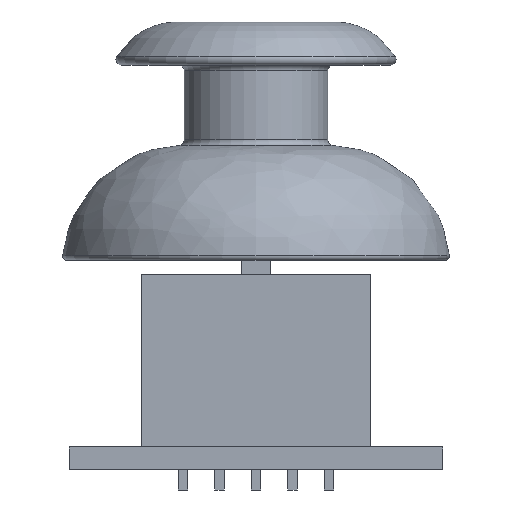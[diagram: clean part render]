
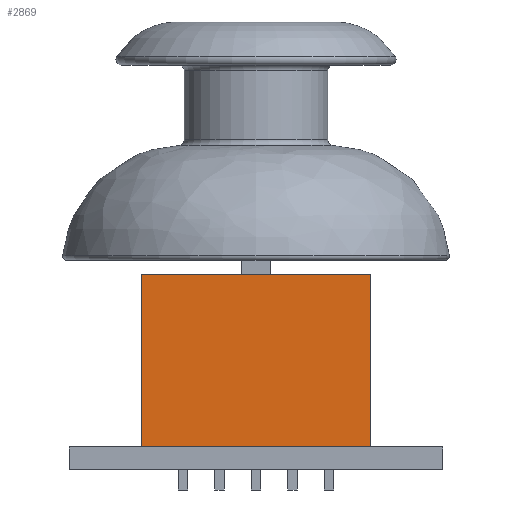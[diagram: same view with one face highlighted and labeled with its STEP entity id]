
A CAD part, left-side view. The second image highlights one B-rep face of the part: STEP entity #2869.
In plain terms, the highlighted face is planar.
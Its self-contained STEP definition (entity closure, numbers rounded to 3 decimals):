
#348=FACE_OUTER_BOUND('',#524,.T.);
#524=EDGE_LOOP('',(#2533,#2534,#2535,#2536));
#829=LINE('',#4716,#1142);
#832=LINE('',#4722,#1145);
#833=LINE('',#4724,#1146);
#834=LINE('',#4725,#1147);
#1142=VECTOR('',#3872,1000.);
#1145=VECTOR('',#3877,1000.);
#1146=VECTOR('',#3878,1000.);
#1147=VECTOR('',#3879,1000.);
#1407=VERTEX_POINT('',#4713);
#1408=VERTEX_POINT('',#4715);
#1410=VERTEX_POINT('',#4721);
#1411=VERTEX_POINT('',#4723);
#1787=EDGE_CURVE('',#1408,#1407,#829,.T.);
#1790=EDGE_CURVE('',#1407,#1410,#832,.T.);
#1791=EDGE_CURVE('',#1411,#1410,#833,.T.);
#1792=EDGE_CURVE('',#1408,#1411,#834,.T.);
#2533=ORIENTED_EDGE('',*,*,#1790,.T.);
#2534=ORIENTED_EDGE('',*,*,#1791,.F.);
#2535=ORIENTED_EDGE('',*,*,#1792,.F.);
#2536=ORIENTED_EDGE('',*,*,#1787,.T.);
#2728=PLANE('',#3151);
#2869=ADVANCED_FACE('',(#348),#2728,.F.);
#3151=AXIS2_PLACEMENT_3D('',#4720,#3875,#3876);
#3872=DIRECTION('',(0.,0.,-1.));
#3875=DIRECTION('center_axis',(-1.,0.,0.));
#3876=DIRECTION('ref_axis',(0.,0.,1.));
#3877=DIRECTION('',(0.,1.,0.));
#3878=DIRECTION('',(0.,0.,-1.));
#3879=DIRECTION('',(0.,1.,0.));
#4713=CARTESIAN_POINT('',(8.,-8.,0.));
#4715=CARTESIAN_POINT('',(8.,-8.,12.));
#4716=CARTESIAN_POINT('',(8.,-8.,12.));
#4720=CARTESIAN_POINT('Origin',(8.,-8.,12.));
#4721=CARTESIAN_POINT('',(8.,8.,0.));
#4722=CARTESIAN_POINT('',(8.,-8.,0.));
#4723=CARTESIAN_POINT('',(8.,8.,12.));
#4724=CARTESIAN_POINT('',(8.,8.,12.));
#4725=CARTESIAN_POINT('',(8.,-8.,12.));
